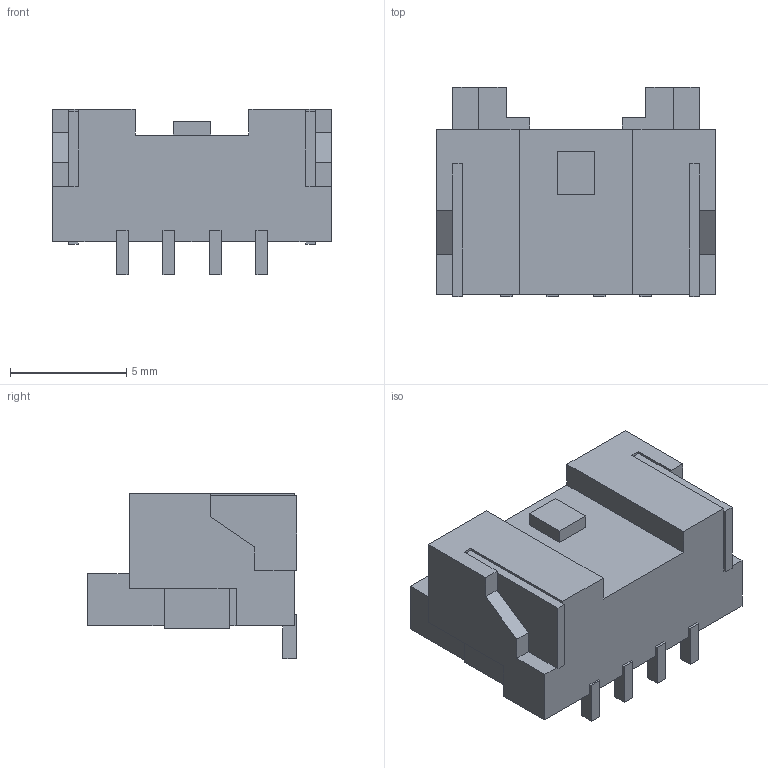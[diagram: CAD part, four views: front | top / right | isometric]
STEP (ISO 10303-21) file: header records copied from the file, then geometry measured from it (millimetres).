
FILE_DESCRIPTION (( 'STEP AP214' ), '1' );
FILE_NAME ('JST BM04B-PASS-TF.STEP', '2015-11-29T00:38:33', ( '' ), ( '' ), 'SwSTEP 2.0', 'SolidWorks 2015', '' );
FILE_SCHEMA (( 'AUTOMOTIVE_DESIGN' ));
Length unit declared in the file: millimetre
Products named in the file (1): JST BM04B-PASS-TF
Bounding box: 12 x 9 x 7.1 mm (x, y, z)
Volume: 343.5 mm3; surface area: 580.1 mm2
Topology: 1 solids, 1 shells, 121 faces, 336 edges, 222 vertices
Faces by surface type: plane 121
Entity records: 5147 total; most frequent: CARTESIAN_POINT 680, ORIENTED_EDGE 672, DIRECTION 580, LINE 336, EDGE_CURVE 336, VECTOR 336, VERTEX_POINT 222, EDGE_LOOP 126
